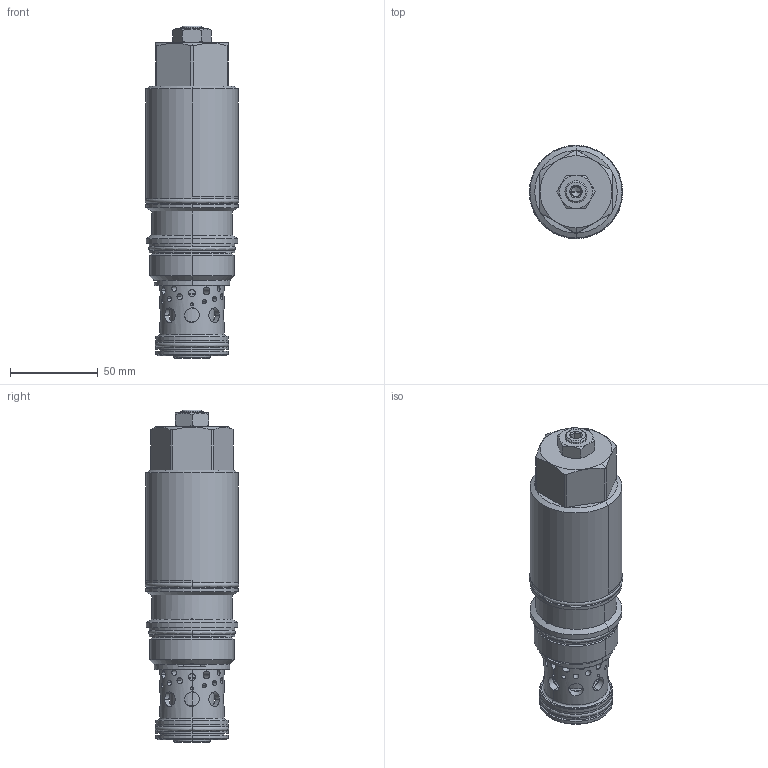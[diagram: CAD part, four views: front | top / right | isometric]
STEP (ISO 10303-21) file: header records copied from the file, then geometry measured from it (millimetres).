
FILE_DESCRIPTION((''),'2;1');
FILE_NAME('MBIG-LHN_PRT','2015-12-02T',('Administrator'),(''),'PRO/ENGINEER BY PARAMETRIC TECHNOLOGY CORPORATION, 2006240','PRO/ENGINEER BY PARAMETRIC TECHNOLOGY CORPORATION, 2006240','');
FILE_SCHEMA(('CONFIG_CONTROL_DESIGN'));
Length unit declared in the file: inch
Products named in the file (1): MBIG-LHN_PRT
Bounding box: 53.06 x 53.06 x 188.69 mm (x, y, z)
Volume: 269516.1 mm3; surface area: 67758.8 mm2
Topology: 5 solids, 7 shells, 516 faces, 1236 edges, 741 vertices
Faces by surface type: cylinder 242, cone 110, plane 87, torus 65, revolution 12
Entity records: 19466 total; most frequent: CARTESIAN_POINT 7487, DIRECTION 2502, ORIENTED_EDGE 2460, EDGE_CURVE 1230, AXIS2_PLACEMENT_3D 1052, VERTEX_POINT 741, EDGE_LOOP 631, CIRCLE 548
